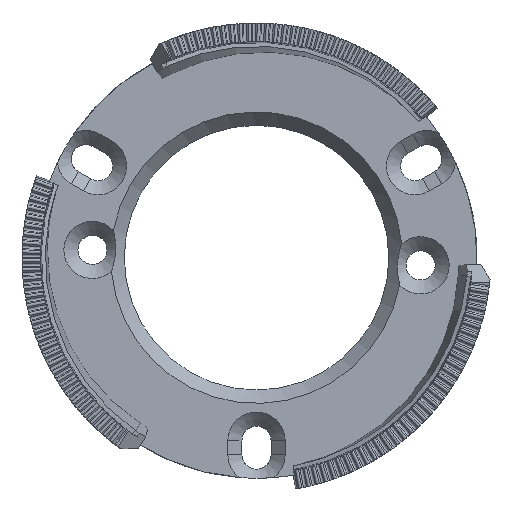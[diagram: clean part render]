
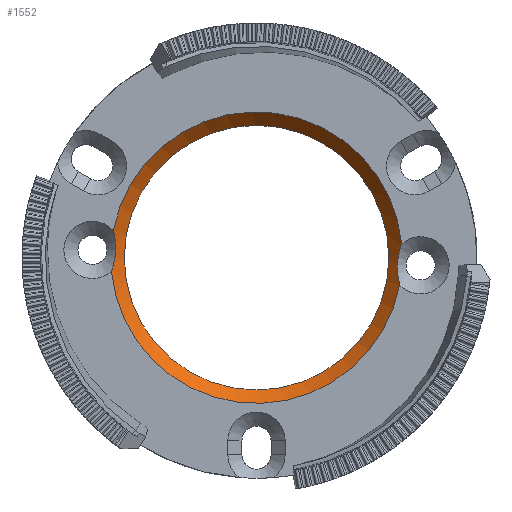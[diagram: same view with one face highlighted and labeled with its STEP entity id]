
A CAD part, top view. The second image highlights one B-rep face of the part: STEP entity #1552.
In plain terms, the highlighted conical face has half-angle 40 degrees and reference radius 14.1 mm.
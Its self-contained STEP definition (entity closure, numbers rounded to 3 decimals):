
#1552=ADVANCED_FACE('',(#3208,#3209),#3210,.F.);
#3208=FACE_OUTER_BOUND('',#6576,.T.);
#3209=FACE_BOUND('',#6577,.T.);
#3210=CONICAL_SURFACE('',#6578,14.1,0.698);
#6576=EDGE_LOOP('',(#11633,#11634,#11635,#11636));
#6577=EDGE_LOOP('',(#11637));
#6578=AXIS2_PLACEMENT_3D('',#11638,#11639,#11640);
#11633=ORIENTED_EDGE('',*,*,#14852,.T.);
#11634=ORIENTED_EDGE('',*,*,#14364,.T.);
#11635=ORIENTED_EDGE('',*,*,#14853,.T.);
#11636=ORIENTED_EDGE('',*,*,#14312,.T.);
#11637=ORIENTED_EDGE('',*,*,#14854,.T.);
#11638=CARTESIAN_POINT('',(0.0,0.0,0.3));
#11639=DIRECTION('',(0.0,0.0,1.0));
#11640=DIRECTION('',(-1.0,0.0,0.0));
#14312=EDGE_CURVE('',#17477,#17478,#17479,.T.);
#14364=EDGE_CURVE('',#17556,#17557,#17558,.T.);
#14852=EDGE_CURVE('',#17478,#17556,#18183,.F.);
#14853=EDGE_CURVE('',#17557,#17477,#18184,.F.);
#14854=EDGE_CURVE('',#18185,#18185,#18186,.T.);
#17477=VERTEX_POINT('',#24330);
#17478=VERTEX_POINT('',#24331);
#17479=B_SPLINE_CURVE_WITH_KNOTS('',3,(#24332,#24333,#24334,#24335,#24336,#24337,#24338,#24339,#24340,#24341,#24342,#24343,#24344,#24345),.UNSPECIFIED.,.F.,.F.,(4,2,2,2,2,2,4),(0.0,0.001,0.002,0.002,0.003,0.003,0.005),.UNSPECIFIED.);
#17556=VERTEX_POINT('',#24470);
#17557=VERTEX_POINT('',#24471);
#17558=B_SPLINE_CURVE_WITH_KNOTS('',3,(#24472,#24473,#24474,#24475,#24476,#24477,#24478,#24479,#24480,#24481,#24482,#24483,#24484,#24485),.UNSPECIFIED.,.F.,.F.,(4,2,2,2,2,2,4),(0.0,0.001,0.002,0.002,0.003,0.003,0.005),.UNSPECIFIED.);
#18183=CIRCLE('',#25886,15.526);
#18184=CIRCLE('',#25887,15.526);
#18185=VERTEX_POINT('',#25888);
#18186=CIRCLE('',#25889,14.1);
#24330=CARTESIAN_POINT('',(-15.252,2.907,2.0));
#24331=CARTESIAN_POINT('',(-15.458,-1.458,2.0));
#24332=CARTESIAN_POINT('',(-15.252,2.907,2.0));
#24333=CARTESIAN_POINT('',(-15.17,2.568,1.829));
#24334=CARTESIAN_POINT('',(-15.103,2.22,1.684));
#24335=CARTESIAN_POINT('',(-15.039,1.671,1.528));
#24336=CARTESIAN_POINT('',(-15.024,1.484,1.487));
#24337=CARTESIAN_POINT('',(-15.009,1.1,1.43));
#24338=CARTESIAN_POINT('',(-15.009,0.905,1.415));
#24339=CARTESIAN_POINT('',(-15.027,0.52,1.414));
#24340=CARTESIAN_POINT('',(-15.045,0.328,1.429));
#24341=CARTESIAN_POINT('',(-15.095,-0.053,1.485));
#24342=CARTESIAN_POINT('',(-15.128,-0.242,1.526));
#24343=CARTESIAN_POINT('',(-15.244,-0.786,1.683));
#24344=CARTESIAN_POINT('',(-15.344,-1.129,1.828));
#24345=CARTESIAN_POINT('',(-15.458,-1.458,2.0));
#24470=CARTESIAN_POINT('',(15.252,-2.907,2.0));
#24471=CARTESIAN_POINT('',(15.458,1.458,2.0));
#24472=CARTESIAN_POINT('',(15.252,-2.907,2.0));
#24473=CARTESIAN_POINT('',(15.17,-2.568,1.829));
#24474=CARTESIAN_POINT('',(15.103,-2.22,1.684));
#24475=CARTESIAN_POINT('',(15.039,-1.671,1.528));
#24476=CARTESIAN_POINT('',(15.024,-1.484,1.487));
#24477=CARTESIAN_POINT('',(15.009,-1.1,1.43));
#24478=CARTESIAN_POINT('',(15.009,-0.905,1.415));
#24479=CARTESIAN_POINT('',(15.027,-0.52,1.414));
#24480=CARTESIAN_POINT('',(15.045,-0.328,1.429));
#24481=CARTESIAN_POINT('',(15.095,0.053,1.485));
#24482=CARTESIAN_POINT('',(15.128,0.242,1.526));
#24483=CARTESIAN_POINT('',(15.244,0.786,1.683));
#24484=CARTESIAN_POINT('',(15.344,1.129,1.828));
#24485=CARTESIAN_POINT('',(15.458,1.458,2.0));
#25886=AXIS2_PLACEMENT_3D('',#27515,#27516,#27517);
#25887=AXIS2_PLACEMENT_3D('',#27518,#27519,#27520);
#25888=CARTESIAN_POINT('',(-14.1,0.0,0.3));
#25889=AXIS2_PLACEMENT_3D('',#27521,#27522,#27523);
#27515=CARTESIAN_POINT('',(0.0,0.0,2.0));
#27516=DIRECTION('',(0.0,0.0,-1.0));
#27517=DIRECTION('',(-1.0,0.0,0.0));
#27518=CARTESIAN_POINT('',(0.0,0.0,2.0));
#27519=DIRECTION('',(0.0,0.0,-1.0));
#27520=DIRECTION('',(-1.0,0.0,0.0));
#27521=CARTESIAN_POINT('',(0.0,0.0,0.3));
#27522=DIRECTION('',(0.0,0.0,-1.0));
#27523=DIRECTION('',(-1.0,0.0,0.0));
